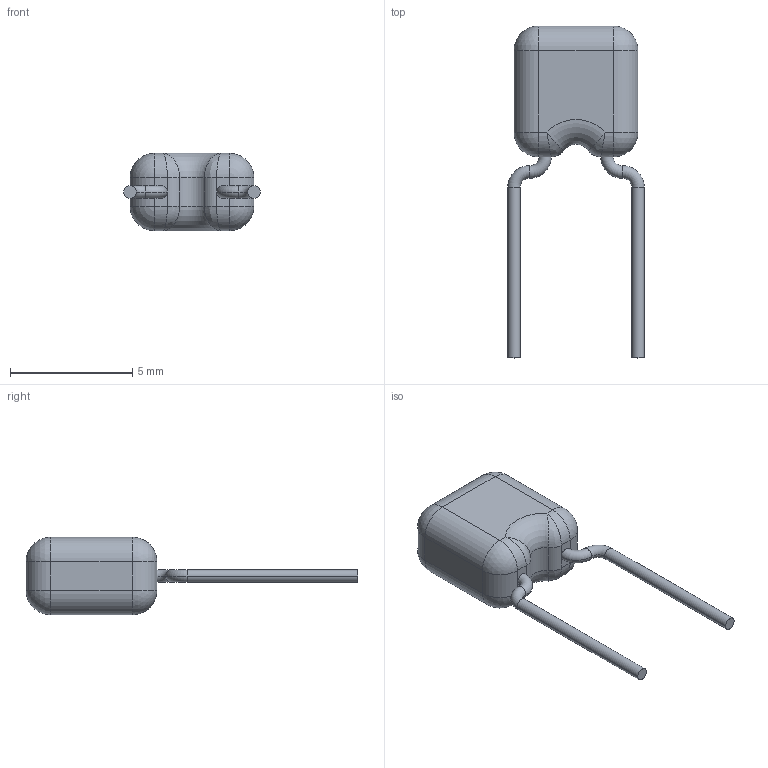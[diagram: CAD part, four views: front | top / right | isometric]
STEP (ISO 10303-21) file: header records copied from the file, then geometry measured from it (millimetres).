
FILE_DESCRIPTION (( 'STEP AP214' ), '1' );
FILE_NAME ('C3225.085.086.63.180.517.STEP', '2024-08-04T02:15:02', ( 'LENOVO' ), ( '' ), 'SwSTEP 2.0', 'SolidWorks 2021', '' );
FILE_SCHEMA (( 'AUTOMOTIVE_DESIGN' ));
Length unit declared in the file: millimetre
Products named in the file (1): C3225.085.086.63.180.517
Bounding box: 5.59 x 13.6 x 3.18 mm (x, y, z)
Volume: 77.8 mm3; surface area: 125.3 mm2
Topology: 3 solids, 3 shells, 54 faces, 112 edges, 52 vertices
Faces by surface type: cylinder 21, plane 11, torus 10, sphere 8, bspline 4
Entity records: 1516 total; most frequent: CARTESIAN_POINT 395, DIRECTION 250, ORIENTED_EDGE 200, AXIS2_PLACEMENT_3D 107, EDGE_CURVE 100, CIRCLE 56, EDGE_LOOP 54, ADVANCED_FACE 54
